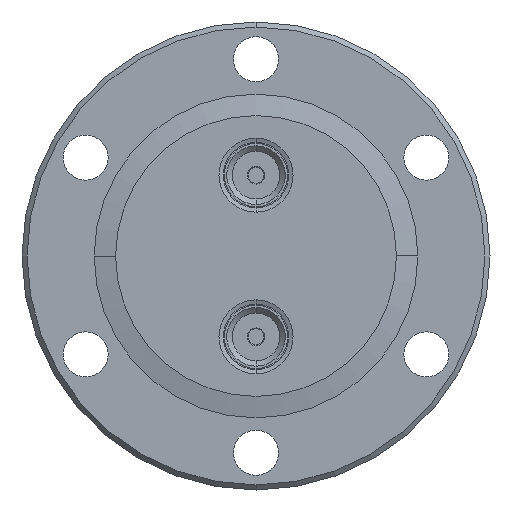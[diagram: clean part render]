
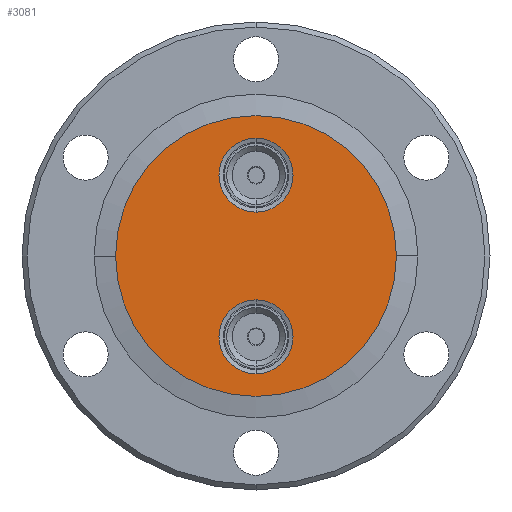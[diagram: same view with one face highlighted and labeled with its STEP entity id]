
A CAD part, front view. The second image highlights one B-rep face of the part: STEP entity #3081.
In plain terms, the highlighted planar face has unit normal (0, -1, 0).
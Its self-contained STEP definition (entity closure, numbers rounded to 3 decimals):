
#215 = DIRECTION ( 'NONE',  ( 0., -1., 0. ) ) ;
#261 = ORIENTED_EDGE ( 'NONE', *, *, #4073, .T. ) ;
#300 = EDGE_LOOP ( 'NONE', ( #1412, #2000 ) ) ;
#345 = DIRECTION ( 'NONE',  ( 0., 1., 0. ) ) ;
#482 = CIRCLE ( 'NONE', #1722, 20.955 ) ;
#505 = AXIS2_PLACEMENT_3D ( 'NONE', #2334, #215, #2671 ) ;
#551 = CARTESIAN_POINT ( 'NONE',  ( 0., 18.393, -17.59 ) ) ;
#563 = DIRECTION ( 'NONE',  ( 0., -1., 0. ) ) ;
#612 = ORIENTED_EDGE ( 'NONE', *, *, #3094, .T. ) ;
#632 = FACE_BOUND ( 'NONE', #3042, .T. ) ;
#755 = FACE_OUTER_BOUND ( 'NONE', #1873, .T. ) ;
#758 = AXIS2_PLACEMENT_3D ( 'NONE', #1259, #563, #3004 ) ;
#786 = VERTEX_POINT ( 'NONE', #1975 ) ;
#918 = CARTESIAN_POINT ( 'NONE',  ( 0., 18.393, 6.54 ) ) ;
#951 = CARTESIAN_POINT ( 'NONE',  ( 0., 18.393, 0. ) ) ;
#955 = CARTESIAN_POINT ( 'NONE',  ( 0., 18.393, 12.065 ) ) ;
#986 = CARTESIAN_POINT ( 'NONE',  ( 0., 18.393, 17.59 ) ) ;
#1130 = CIRCLE ( 'NONE', #3852, 5.525 ) ;
#1162 = ORIENTED_EDGE ( 'NONE', *, *, #2550, .T. ) ;
#1259 = CARTESIAN_POINT ( 'NONE',  ( 20.955, 18.393, 0. ) ) ;
#1299 = DIRECTION ( 'NONE',  ( 0., 0., -1. ) ) ;
#1302 = DIRECTION ( 'NONE',  ( 0., 0., -1. ) ) ;
#1412 = ORIENTED_EDGE ( 'NONE', *, *, #2253, .T. ) ;
#1711 = VERTEX_POINT ( 'NONE', #551 ) ;
#1722 = AXIS2_PLACEMENT_3D ( 'NONE', #951, #3383, #1299 ) ;
#1813 = CIRCLE ( 'NONE', #3995, 5.525 ) ;
#1873 = EDGE_LOOP ( 'NONE', ( #1162, #612 ) ) ;
#1877 = DIRECTION ( 'NONE',  ( 0., 1., 0. ) ) ;
#1897 = CARTESIAN_POINT ( 'NONE',  ( 0., 18.393, -12.065 ) ) ;
#1961 = PLANE ( 'NONE',  #758 ) ;
#1975 = CARTESIAN_POINT ( 'NONE',  ( 0., 18.393, 20.955 ) ) ;
#2000 = ORIENTED_EDGE ( 'NONE', *, *, #3674, .T. ) ;
#2243 = DIRECTION ( 'NONE',  ( 0., 0., -1. ) ) ;
#2253 = EDGE_CURVE ( 'NONE', #3062, #3196, #1813, .T. ) ;
#2334 = CARTESIAN_POINT ( 'NONE',  ( 0., 18.393, 0. ) ) ;
#2384 = CIRCLE ( 'NONE', #3672, 5.525 ) ;
#2459 = CARTESIAN_POINT ( 'NONE',  ( 0., 18.393, 12.065 ) ) ;
#2550 = EDGE_CURVE ( 'NONE', #3135, #786, #482, .T. ) ;
#2671 = DIRECTION ( 'NONE',  ( 0., 0., -1. ) ) ;
#2697 = CIRCLE ( 'NONE', #3212, 5.525 ) ;
#2787 = DIRECTION ( 'NONE',  ( 0., 0., -1. ) ) ;
#3004 = DIRECTION ( 'NONE',  ( 0., 0., -1. ) ) ;
#3042 = EDGE_LOOP ( 'NONE', ( #3193, #261 ) ) ;
#3062 = VERTEX_POINT ( 'NONE', #918 ) ;
#3081 = ADVANCED_FACE ( 'NONE', ( #632, #4248, #755 ), #1961, .T. ) ;
#3094 = EDGE_CURVE ( 'NONE', #786, #3135, #3315, .T. ) ;
#3135 = VERTEX_POINT ( 'NONE', #4099 ) ;
#3193 = ORIENTED_EDGE ( 'NONE', *, *, #4037, .T. ) ;
#3196 = VERTEX_POINT ( 'NONE', #986 ) ;
#3212 = AXIS2_PLACEMENT_3D ( 'NONE', #3968, #1877, #4319 ) ;
#3315 = CIRCLE ( 'NONE', #505, 20.955 ) ;
#3383 = DIRECTION ( 'NONE',  ( 0., -1., 0. ) ) ;
#3389 = DIRECTION ( 'NONE',  ( 0., 1., 0. ) ) ;
#3672 = AXIS2_PLACEMENT_3D ( 'NONE', #1897, #4334, #2243 ) ;
#3674 = EDGE_CURVE ( 'NONE', #3196, #3062, #1130, .T. ) ;
#3852 = AXIS2_PLACEMENT_3D ( 'NONE', #955, #3389, #1302 ) ;
#3968 = CARTESIAN_POINT ( 'NONE',  ( 0., 18.393, -12.065 ) ) ;
#3995 = AXIS2_PLACEMENT_3D ( 'NONE', #2459, #345, #2787 ) ;
#4037 = EDGE_CURVE ( 'NONE', #1711, #4442, #2697, .T. ) ;
#4073 = EDGE_CURVE ( 'NONE', #4442, #1711, #2384, .T. ) ;
#4099 = CARTESIAN_POINT ( 'NONE',  ( 0., 18.393, -20.955 ) ) ;
#4122 = CARTESIAN_POINT ( 'NONE',  ( 0., 18.393, -6.54 ) ) ;
#4248 = FACE_BOUND ( 'NONE', #300, .T. ) ;
#4319 = DIRECTION ( 'NONE',  ( 0., 0., -1. ) ) ;
#4334 = DIRECTION ( 'NONE',  ( 0., 1., 0. ) ) ;
#4442 = VERTEX_POINT ( 'NONE', #4122 ) ;
